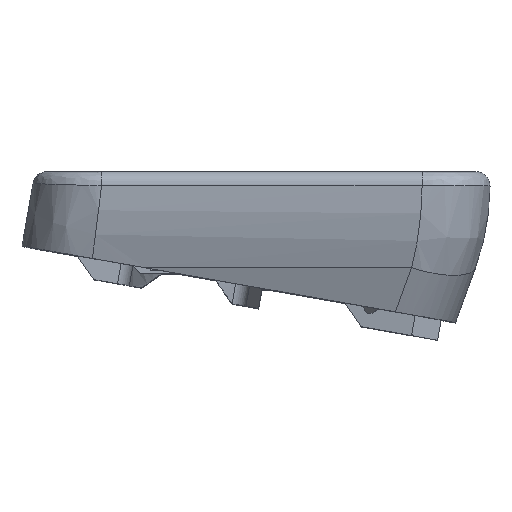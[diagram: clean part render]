
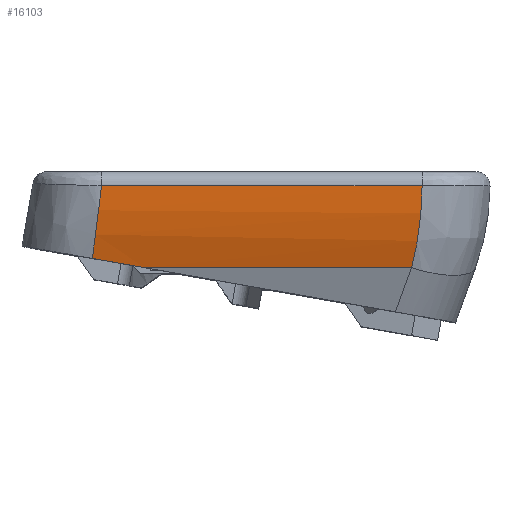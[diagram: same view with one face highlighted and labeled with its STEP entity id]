
A CAD part, top view. The second image highlights one B-rep face of the part: STEP entity #16103.
In plain terms, the highlighted cylindrical face has radius 50 mm (diameter 100 mm), a partial arc.
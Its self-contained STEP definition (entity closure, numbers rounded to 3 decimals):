
#151=B_SPLINE_CURVE_WITH_KNOTS('',3,(#39988,#39989,#39990,#39991,#39992,
#39993,#39994,#39995,#39996,#39997,#39998,#39999,#40000,#40001,#40002,#40003,
#40004,#40005,#40006),.UNSPECIFIED.,.F.,.F.,(4,3,3,3,3,3,4),(1.262,
1.312,1.362,1.413,1.463,1.515,
1.566),.UNSPECIFIED.);
#472=CYLINDRICAL_SURFACE('',#17444,50.);
#734=ELLIPSE('',#17443,61.612,50.);
#735=ELLIPSE('',#17445,287.939,50.);
#1849=FACE_OUTER_BOUND('',#2721,.T.);
#2721=EDGE_LOOP('',(#13616,#13617,#13618,#13619,#13620));
#3964=LINE('',#36663,#5611);
#4311=LINE('',#39987,#5958);
#5611=VECTOR('',#20257,10.);
#5958=VECTOR('',#21408,10.);
#7231=VERTEX_POINT('',#36659);
#7232=VERTEX_POINT('',#36661);
#7564=VERTEX_POINT('',#39974);
#7565=VERTEX_POINT('',#39984);
#7566=VERTEX_POINT('',#39986);
#9182=EDGE_CURVE('',#7231,#7232,#3964,.T.);
#9748=EDGE_CURVE('',#7564,#7232,#734,.T.);
#9749=EDGE_CURVE('',#7231,#7565,#735,.T.);
#9750=EDGE_CURVE('',#7566,#7564,#4311,.T.);
#9751=EDGE_CURVE('',#7565,#7566,#151,.T.);
#13616=ORIENTED_EDGE('',*,*,#9749,.F.);
#13617=ORIENTED_EDGE('',*,*,#9182,.T.);
#13618=ORIENTED_EDGE('',*,*,#9748,.F.);
#13619=ORIENTED_EDGE('',*,*,#9750,.F.);
#13620=ORIENTED_EDGE('',*,*,#9751,.F.);
#16103=ADVANCED_FACE('',(#1849),#472,.T.);
#17443=AXIS2_PLACEMENT_3D('',#39982,#21402,#21403);
#17444=AXIS2_PLACEMENT_3D('',#39983,#21404,#21405);
#17445=AXIS2_PLACEMENT_3D('',#39985,#21406,#21407);
#20257=DIRECTION('',(1.,0.,0.));
#21402=DIRECTION('center_axis',(0.812,0.,
-0.584));
#21403=DIRECTION('ref_axis',(0.584,0.,0.812));
#21404=DIRECTION('center_axis',(1.,0.,0.));
#21405=DIRECTION('ref_axis',(0.,-0.174,0.985));
#21406=DIRECTION('center_axis',(-0.174,-0.985,0.));
#21407=DIRECTION('ref_axis',(0.985,-0.174,0.));
#21408=DIRECTION('',(1.,0.,0.));
#36659=CARTESIAN_POINT('',(17.862,9.808,48.32));
#36661=CARTESIAN_POINT('',(72.924,9.808,48.32));
#36663=CARTESIAN_POINT('',(41.222,9.808,48.32));
#39974=CARTESIAN_POINT('',(75.095,26.687,51.335));
#39982=CARTESIAN_POINT('Origin',(39.095,26.909,1.335));
#39983=CARTESIAN_POINT('Origin',(41.222,26.909,1.335));
#39984=CARTESIAN_POINT('',(7.115,11.702,48.967));
#39985=CARTESIAN_POINT('Origin',(-79.123,26.909,1.335));
#39986=CARTESIAN_POINT('',(9.018,26.687,51.335));
#39987=CARTESIAN_POINT('',(41.222,26.687,51.335));
#39988=CARTESIAN_POINT('Ctrl Pts',(7.115,11.702,48.967));
#39989=CARTESIAN_POINT('Ctrl Pts',(7.216,12.494,49.22));
#39990=CARTESIAN_POINT('Ctrl Pts',(7.317,13.293,49.453));
#39991=CARTESIAN_POINT('Ctrl Pts',(7.42,14.097,49.666));
#39992=CARTESIAN_POINT('Ctrl Pts',(7.522,14.901,49.879));
#39993=CARTESIAN_POINT('Ctrl Pts',(7.624,15.71,50.072));
#39994=CARTESIAN_POINT('Ctrl Pts',(7.728,16.524,50.245));
#39995=CARTESIAN_POINT('Ctrl Pts',(7.834,17.358,50.422));
#39996=CARTESIAN_POINT('Ctrl Pts',(7.94,18.198,50.578));
#39997=CARTESIAN_POINT('Ctrl Pts',(8.047,19.04,50.712));
#39998=CARTESIAN_POINT('Ctrl Pts',(8.151,19.862,50.843));
#39999=CARTESIAN_POINT('Ctrl Pts',(8.256,20.686,50.954));
#40000=CARTESIAN_POINT('Ctrl Pts',(8.361,21.513,51.043));
#40001=CARTESIAN_POINT('Ctrl Pts',(8.47,22.372,51.137));
#40002=CARTESIAN_POINT('Ctrl Pts',(8.579,23.233,51.208));
#40003=CARTESIAN_POINT('Ctrl Pts',(8.689,24.096,51.256));
#40004=CARTESIAN_POINT('Ctrl Pts',(8.798,24.959,51.305));
#40005=CARTESIAN_POINT('Ctrl Pts',(8.908,25.823,51.331));
#40006=CARTESIAN_POINT('Ctrl Pts',(9.018,26.687,51.335));
